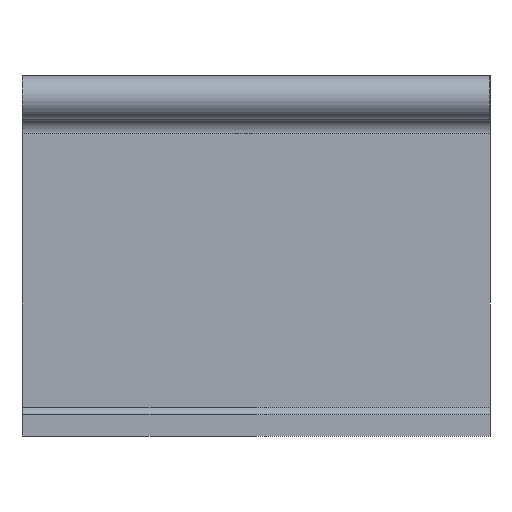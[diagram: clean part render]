
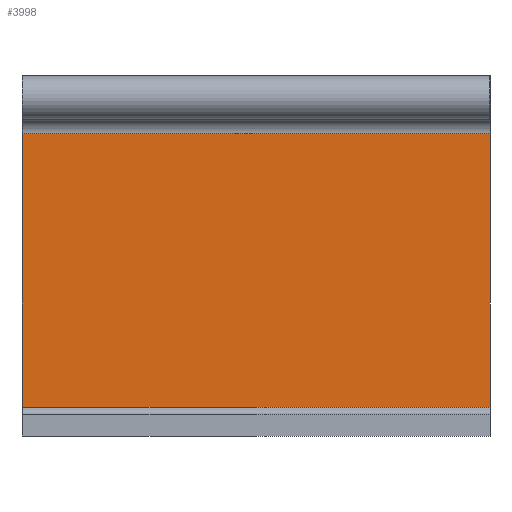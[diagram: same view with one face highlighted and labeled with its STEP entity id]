
A CAD part, left-side view. The second image highlights one B-rep face of the part: STEP entity #3998.
In plain terms, the highlighted planar face has unit normal (-1, 0, 0).
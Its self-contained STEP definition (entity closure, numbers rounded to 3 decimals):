
#3260=CARTESIAN_POINT('',(56.974,228.697,-7.2));
#3261=VERTEX_POINT('',#3260);
#3269=CARTESIAN_POINT('',(56.974,228.697,0.398));
#3270=VERTEX_POINT('',#3269);
#3271=CARTESIAN_POINT('',(56.974,228.697,0.398));
#3272=DIRECTION('',(0.0,0.0,-1.0));
#3273=VECTOR('',#3272,7.598);
#3274=LINE('',#3271,#3273);
#3275=EDGE_CURVE('',#3270,#3261,#3274,.T.);
#3658=CARTESIAN_POINT('',(56.974,215.697,0.398));
#3659=VERTEX_POINT('',#3658);
#3667=CARTESIAN_POINT('',(56.974,215.697,-7.2));
#3668=VERTEX_POINT('',#3667);
#3669=CARTESIAN_POINT('',(56.974,215.697,-7.2));
#3670=DIRECTION('',(0.0,0.0,1.0));
#3671=VECTOR('',#3670,7.598);
#3672=LINE('',#3669,#3671);
#3673=EDGE_CURVE('',#3668,#3659,#3672,.T.);
#3966=CARTESIAN_POINT('',(56.974,215.697,0.398));
#3967=DIRECTION('',(0.0,1.0,0.0));
#3968=VECTOR('',#3967,13.);
#3969=LINE('',#3966,#3968);
#3970=EDGE_CURVE('',#3659,#3270,#3969,.T.);
#3982=CARTESIAN_POINT('',(56.974,215.697,0.398));
#3983=DIRECTION('',(-1.0,0.0,0.0));
#3984=DIRECTION('',(0.0,0.0,1.0));
#3985=AXIS2_PLACEMENT_3D('',#3982,#3983,#3984);
#3986=PLANE('',#3985);
#3987=ORIENTED_EDGE('',*,*,#3275,.T.);
#3988=CARTESIAN_POINT('',(56.974,215.697,-7.2));
#3989=DIRECTION('',(0.0,1.0,0.0));
#3990=VECTOR('',#3989,13.);
#3991=LINE('',#3988,#3990);
#3992=EDGE_CURVE('',#3668,#3261,#3991,.T.);
#3993=ORIENTED_EDGE('',*,*,#3992,.F.);
#3994=ORIENTED_EDGE('',*,*,#3673,.T.);
#3995=ORIENTED_EDGE('',*,*,#3970,.T.);
#3996=EDGE_LOOP('',(#3987,#3993,#3994,#3995));
#3997=FACE_OUTER_BOUND('',#3996,.T.);
#3998=ADVANCED_FACE('',(#3997),#3986,.T.);
